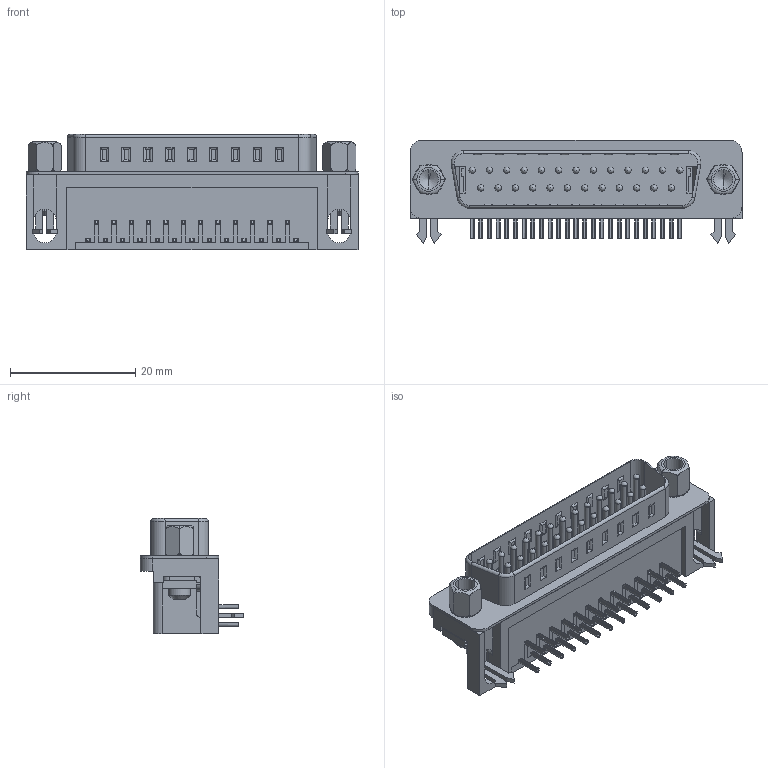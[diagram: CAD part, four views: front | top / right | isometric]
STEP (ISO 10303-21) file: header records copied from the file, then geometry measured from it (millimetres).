
FILE_DESCRIPTION (( 'STEP AP214' ), '1' );
FILE_NAME ('618025231221.STEP', '2023-04-14T08:46:40', ( '' ), ( '' ), 'SwSTEP 2.0', 'SolidWorks 2021', '' );
FILE_SCHEMA (( 'AUTOMOTIVE_DESIGN' ));
Length unit declared in the file: millimetre
Products named in the file (10): 6180xx2xxx21_PIN_COURTE^618025231221(2)_618025231221; 6180xx2xxx21_SERRAGE^618025231221(2)_618025231221; 618025231221; 6180xx2xxx21_PIN_LONGUE^618025231221(2)_618025231221; 6180252xxx21^618025231221(2)_618025231221; 6180xx2xxx21_CLIP^618025231221(2)_618025231221; 6180252xxx21-0^618025231221(2)_618025231221; 6180xx2xxx21_VISSE^618025231221(2)_618025231221; 618025231221(2)^618025231221; 6180252xxx21_ARRIERE^618025231221(2)_618025231221
Assembly tree (35 placements, depth 3):
  618025231221
    618025231221(2)^618025231221
      6180252xxx21^618025231221(2)_618025231221
      6180xx2xxx21_PIN_COURTE^618025231221(2)_618025231221  x12
      6180xx2xxx21_PIN_LONGUE^618025231221(2)_618025231221  x13
      6180252xxx21_ARRIERE^618025231221(2)_618025231221
      6180252xxx21-0^618025231221(2)_618025231221
      6180xx2xxx21_CLIP^618025231221(2)_618025231221  x2
      6180xx2xxx21_SERRAGE^618025231221(2)_618025231221  x2
      6180xx2xxx21_VISSE^618025231221(2)_618025231221  x2
Bounding box: 53.1 x 16.55 x 18.4 mm (x, y, z)
Volume: 5526.7 mm3; surface area: 11689.3 mm2
Topology: 34 solids, 34 shells, 1703 faces, 4396 edges, 2770 vertices
Faces by surface type: plane 806, cylinder 411, bspline 375, cone 70, sphere 25, torus 16
Entity records: 30332 total; most frequent: CARTESIAN_POINT 9706, ORIENTED_EDGE 4320, DIRECTION 3930, EDGE_CURVE 2160, LINE 1632, VECTOR 1632, VERTEX_POINT 1393, AXIS2_PLACEMENT_3D 1149
